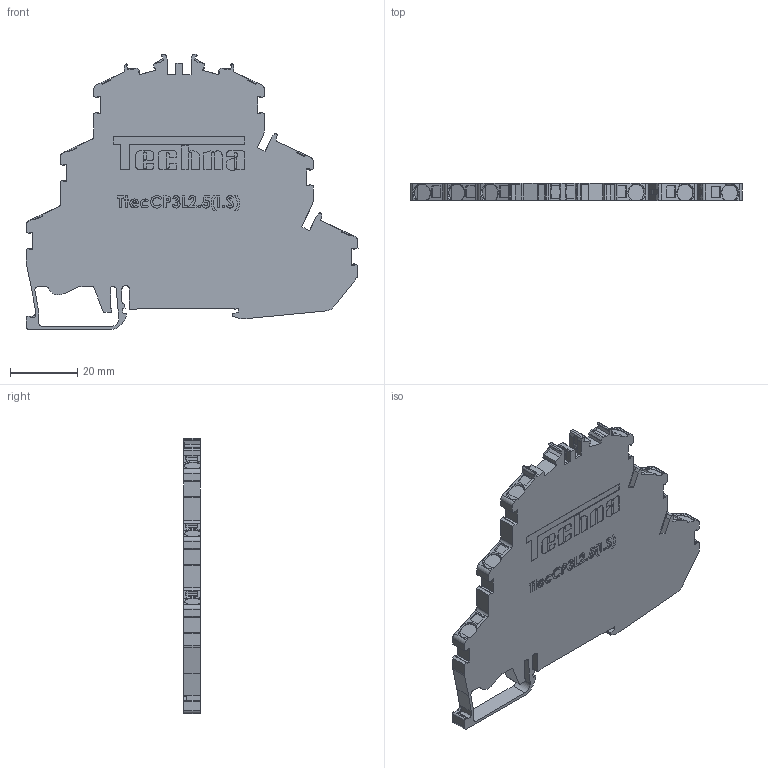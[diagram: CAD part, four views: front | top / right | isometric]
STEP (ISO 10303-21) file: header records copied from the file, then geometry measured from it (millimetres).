
FILE_DESCRIPTION (( 'STEP AP214' ), '1' );
FILE_NAME ('TtecCP3L2.5(I.S).STEP', '2020-07-01T13:08:10', ( '' ), ( '' ), 'SwSTEP 2.0', 'SolidWorks 2020', '' );
FILE_SCHEMA (( 'AUTOMOTIVE_DESIGN' ));
Length unit declared in the file: millimetre
Products named in the file (1): TtecCP3L2.5(I.S)
Bounding box: 98.73 x 5 x 81.85 mm (x, y, z)
Volume: 25786.1 mm3; surface area: 13194.6 mm2
Topology: 1 solids, 1 shells, 1196 faces, 3453 edges, 2315 vertices
Faces by surface type: plane 655, cylinder 336, bspline 205
Entity records: 55642 total; most frequent: CARTESIAN_POINT 18190, ORIENTED_EDGE 6906, DIRECTION 5595, EDGE_CURVE 3453, LINE 2327, VECTOR 2327, VERTEX_POINT 2315, AXIS2_PLACEMENT_3D 1634
